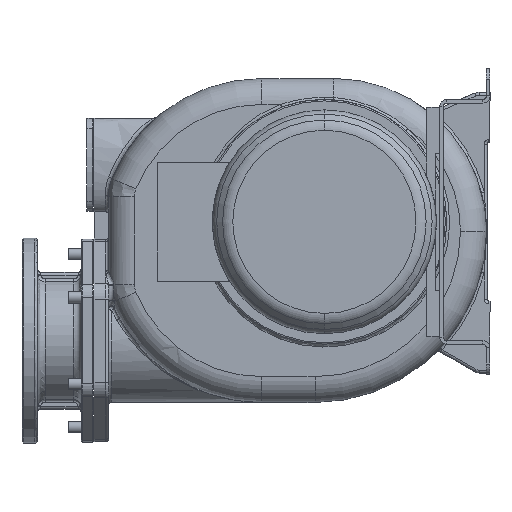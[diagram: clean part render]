
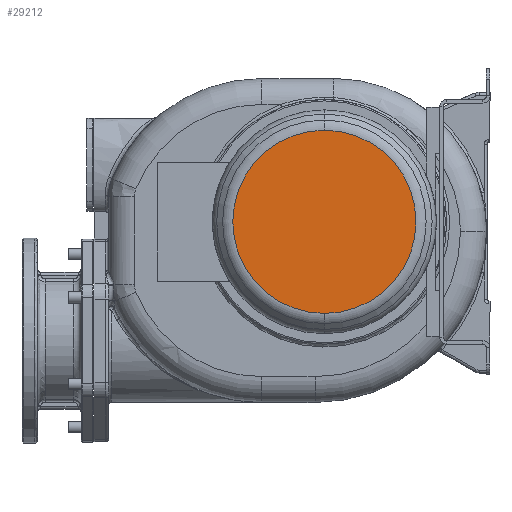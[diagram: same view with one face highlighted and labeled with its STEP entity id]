
A CAD part, left-side view. The second image highlights one B-rep face of the part: STEP entity #29212.
In plain terms, the highlighted planar face has unit normal (-1, 0, 0).
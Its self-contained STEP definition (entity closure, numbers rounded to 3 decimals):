
#11214=CARTESIAN_POINT('',(-793.5,230.,0.));
#11215=DIRECTION('',(-1.,0.,0.));
#11216=DIRECTION('',(0.,0.,-1.));
#11217=AXIS2_PLACEMENT_3D('',#11214,#11215,#11216);
#11219=CARTESIAN_POINT('',(-793.5,230.,0.));
#11220=DIRECTION('',(-1.,0.,0.));
#11221=DIRECTION('',(0.,0.,1.));
#11222=AXIS2_PLACEMENT_3D('',#11219,#11220,#11221);
#17216=CARTESIAN_POINT('',(-793.5,230.,-127.216));
#17217=CARTESIAN_POINT('',(-793.5,230.,127.216));
#17218=VERTEX_POINT('',#17216);
#17219=VERTEX_POINT('',#17217);
#29202=CARTESIAN_POINT('',(-793.5,230.,0.));
#29203=DIRECTION('',(1.,0.,0.));
#29204=DIRECTION('',(0.,0.,-1.));
#29205=AXIS2_PLACEMENT_3D('',#29202,#29203,#29204);
#29206=PLANE('',#29205);
#29208=ORIENTED_EDGE('',*,*,#29207,.F.);
#29209=ORIENTED_EDGE('',*,*,#29192,.F.);
#29210=EDGE_LOOP('',(#29208,#29209));
#29211=FACE_OUTER_BOUND('',#29210,.F.);
#29212=ADVANCED_FACE('',(#29211),#29206,.F.);
#11218=CIRCLE('',#11217,127.216);
#11223=CIRCLE('',#11222,127.216);
#29192=EDGE_CURVE('',#17219,#17218,#11223,.T.);
#29207=EDGE_CURVE('',#17218,#17219,#11218,.T.);
